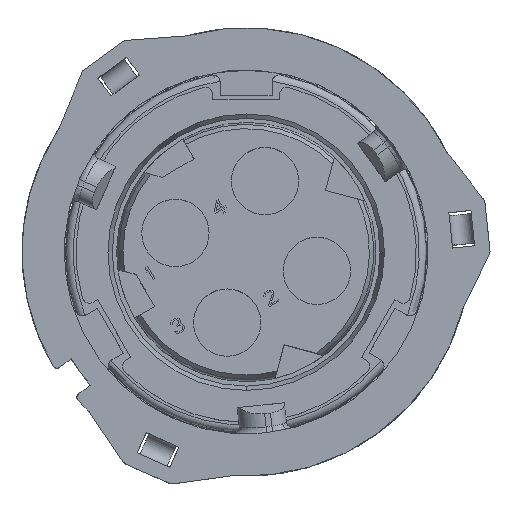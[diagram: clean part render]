
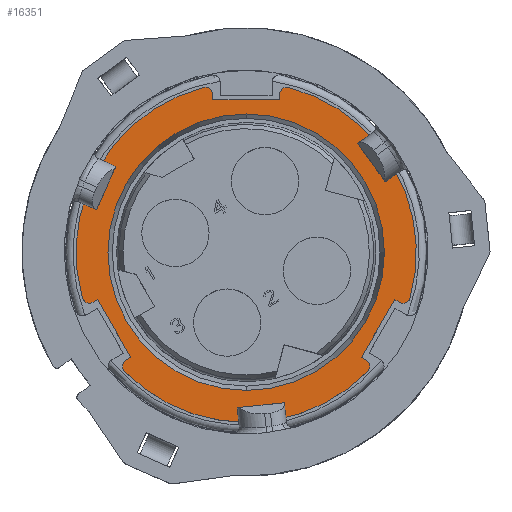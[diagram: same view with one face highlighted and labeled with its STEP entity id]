
A CAD part, top view. The second image highlights one B-rep face of the part: STEP entity #16351.
In plain terms, the highlighted planar face has unit normal (0, 0, 1).
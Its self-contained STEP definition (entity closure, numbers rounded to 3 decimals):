
#4637=CARTESIAN_POINT('',(0.,0.,-10.));
#4638=DIRECTION('',(0.,0.,1.));
#4639=DIRECTION('',(-0.714,-0.701,0.));
#4640=AXIS2_PLACEMENT_3D('',#4637,#4638,#4639);
#4646=CARTESIAN_POINT('',(-2.75,10.651,-10.));
#4647=DIRECTION('',(0.,0.,1.));
#4648=DIRECTION('',(1.,0.,0.));
#4649=AXIS2_PLACEMENT_3D('',#4646,#4647,#4648);
#4651=DIRECTION('',(0.,-1.,0.));
#4652=VECTOR('',#4651,0.351);
#4653=CARTESIAN_POINT('',(-2.25,10.651,-10.));
#4654=LINE('',#4653,#4652);
#4655=DIRECTION('',(1.,0.,0.));
#4656=VECTOR('',#4655,4.5);
#4657=CARTESIAN_POINT('',(-2.25,10.3,-10.));
#4658=LINE('',#4657,#4656);
#4659=DIRECTION('',(0.,1.,0.));
#4660=VECTOR('',#4659,0.351);
#4661=CARTESIAN_POINT('',(2.25,10.3,-10.));
#4662=LINE('',#4661,#4660);
#4663=CARTESIAN_POINT('',(2.75,10.651,-10.));
#4664=DIRECTION('',(0.,0.,1.));
#4665=DIRECTION('',(0.25,0.968,0.));
#4666=AXIS2_PLACEMENT_3D('',#4663,#4664,#4665);
#4668=CARTESIAN_POINT('',(0.,0.,-10.));
#4669=DIRECTION('',(0.,0.,-1.));
#4670=DIRECTION('',(0.25,0.968,0.));
#4671=AXIS2_PLACEMENT_3D('',#4668,#4669,#4670);
#4673=CARTESIAN_POINT('',(10.599,-2.944,-10.));
#4674=DIRECTION('',(0.,0.,1.));
#4675=DIRECTION('',(-0.5,-0.866,0.));
#4676=AXIS2_PLACEMENT_3D('',#4673,#4674,#4675);
#4678=DIRECTION('',(-0.866,0.5,0.));
#4679=VECTOR('',#4678,0.351);
#4680=CARTESIAN_POINT('',(10.349,-3.377,-10.));
#4681=LINE('',#4680,#4679);
#4682=DIRECTION('',(-0.5,-0.866,0.));
#4683=VECTOR('',#4682,4.5);
#4684=CARTESIAN_POINT('',(10.045,-3.201,-10.));
#4685=LINE('',#4684,#4683);
#4686=DIRECTION('',(0.866,-0.5,0.));
#4687=VECTOR('',#4686,0.351);
#4688=CARTESIAN_POINT('',(7.795,-7.099,-10.));
#4689=LINE('',#4688,#4687);
#4690=CARTESIAN_POINT('',(7.849,-7.707,-10.));
#4691=DIRECTION('',(0.,0.,1.));
#4692=DIRECTION('',(0.714,-0.701,0.));
#4693=AXIS2_PLACEMENT_3D('',#4690,#4691,#4692);
#4695=CARTESIAN_POINT('',(-7.849,-7.707,-10.));
#4696=DIRECTION('',(0.,0.,1.));
#4697=DIRECTION('',(-0.5,0.866,0.));
#4698=AXIS2_PLACEMENT_3D('',#4695,#4696,#4697);
#4700=DIRECTION('',(0.866,0.5,0.));
#4701=VECTOR('',#4700,0.351);
#4702=CARTESIAN_POINT('',(-8.099,-7.274,-10.));
#4703=LINE('',#4702,#4701);
#4704=DIRECTION('',(-0.5,0.866,0.));
#4705=VECTOR('',#4704,4.5);
#4706=CARTESIAN_POINT('',(-7.795,-7.099,-10.));
#4707=LINE('',#4706,#4705);
#4708=DIRECTION('',(-0.866,-0.5,0.));
#4709=VECTOR('',#4708,0.351);
#4710=CARTESIAN_POINT('',(-10.045,-3.201,-10.));
#4711=LINE('',#4710,#4709);
#4712=CARTESIAN_POINT('',(-10.599,-2.944,-10.));
#4713=DIRECTION('',(0.,0.,1.));
#4714=DIRECTION('',(-0.964,-0.268,0.));
#4715=AXIS2_PLACEMENT_3D('',#4712,#4713,#4714);
#4717=CARTESIAN_POINT('',(0.,0.,-10.));
#4718=DIRECTION('',(0.,0.,1.));
#4719=DIRECTION('',(-0.25,0.968,0.));
#4720=AXIS2_PLACEMENT_3D('',#4717,#4718,#4719);
#4722=CARTESIAN_POINT('',(0.,0.,-10.));
#4723=DIRECTION('',(0.,0.,-1.));
#4724=DIRECTION('',(0.,1.,0.));
#4725=AXIS2_PLACEMENT_3D('',#4722,#4723,#4724);
#4735=CARTESIAN_POINT('',(0.,0.,-10.));
#4736=DIRECTION('',(0.,0.,1.));
#4737=DIRECTION('',(0.,1.,0.));
#4738=AXIS2_PLACEMENT_3D('',#4735,#4736,#4737);
#11190=CARTESIAN_POINT('',(0.,9.341,-10.));
#11192=VERTEX_POINT('',#11190);
#11194=CARTESIAN_POINT('',(0.,-9.341,-10.));
#11196=VERTEX_POINT('',#11194);
#11234=CARTESIAN_POINT('',(2.875,11.135,-10.));
#11236=VERTEX_POINT('',#11234);
#11238=CARTESIAN_POINT('',(11.081,-3.078,-10.));
#11240=VERTEX_POINT('',#11238);
#11242=CARTESIAN_POINT('',(8.206,-8.057,-10.));
#11244=VERTEX_POINT('',#11242);
#11246=CARTESIAN_POINT('',(-2.25,10.651,-10.));
#11247=CARTESIAN_POINT('',(-2.875,11.135,-10.));
#11248=VERTEX_POINT('',#11246);
#11249=VERTEX_POINT('',#11247);
#11250=CARTESIAN_POINT('',(-2.25,10.3,-10.));
#11251=VERTEX_POINT('',#11250);
#11252=CARTESIAN_POINT('',(2.25,10.3,-10.));
#11253=VERTEX_POINT('',#11252);
#11254=CARTESIAN_POINT('',(2.25,10.651,-10.));
#11255=VERTEX_POINT('',#11254);
#11256=CARTESIAN_POINT('',(10.349,-3.377,-10.));
#11257=VERTEX_POINT('',#11256);
#11258=CARTESIAN_POINT('',(10.045,-3.201,-10.));
#11259=VERTEX_POINT('',#11258);
#11260=CARTESIAN_POINT('',(7.795,-7.099,-10.));
#11261=VERTEX_POINT('',#11260);
#11262=CARTESIAN_POINT('',(8.099,-7.274,-10.));
#11263=VERTEX_POINT('',#11262);
#11264=CARTESIAN_POINT('',(-8.099,-7.274,-10.));
#11265=CARTESIAN_POINT('',(-8.206,-8.057,-10.));
#11266=VERTEX_POINT('',#11264);
#11267=VERTEX_POINT('',#11265);
#11268=CARTESIAN_POINT('',(-7.795,-7.099,-10.));
#11269=VERTEX_POINT('',#11268);
#11270=CARTESIAN_POINT('',(-10.045,-3.201,-10.));
#11271=VERTEX_POINT('',#11270);
#11272=CARTESIAN_POINT('',(-10.349,-3.377,-10.));
#11273=VERTEX_POINT('',#11272);
#11274=CARTESIAN_POINT('',(-11.081,-3.078,-10.));
#11275=VERTEX_POINT('',#11274);
#16306=CARTESIAN_POINT('',(0.,0.,-10.));
#16307=DIRECTION('',(0.,0.,-1.));
#16308=DIRECTION('',(0.,-1.,0.));
#16309=AXIS2_PLACEMENT_3D('',#16306,#16307,#16308);
#16310=PLANE('',#16309);
#16311=ORIENTED_EDGE('',*,*,#16297,.F.);
#16313=ORIENTED_EDGE('',*,*,#16312,.T.);
#16315=ORIENTED_EDGE('',*,*,#16314,.T.);
#16317=ORIENTED_EDGE('',*,*,#16316,.T.);
#16319=ORIENTED_EDGE('',*,*,#16318,.F.);
#16320=ORIENTED_EDGE('',*,*,#16272,.T.);
#16322=ORIENTED_EDGE('',*,*,#16321,.F.);
#16324=ORIENTED_EDGE('',*,*,#16323,.T.);
#16326=ORIENTED_EDGE('',*,*,#16325,.T.);
#16328=ORIENTED_EDGE('',*,*,#16327,.T.);
#16330=ORIENTED_EDGE('',*,*,#16329,.F.);
#16331=ORIENTED_EDGE('',*,*,#16285,.F.);
#16333=ORIENTED_EDGE('',*,*,#16332,.F.);
#16335=ORIENTED_EDGE('',*,*,#16334,.T.);
#16337=ORIENTED_EDGE('',*,*,#16336,.T.);
#16339=ORIENTED_EDGE('',*,*,#16338,.T.);
#16341=ORIENTED_EDGE('',*,*,#16340,.F.);
#16342=ORIENTED_EDGE('',*,*,#16254,.F.);
#16343=EDGE_LOOP('',(#16311,#16313,#16315,#16317,#16319,#16320,#16322,#16324,
#16326,#16328,#16330,#16331,#16333,#16335,#16337,#16339,#16341,#16342));
#16344=FACE_OUTER_BOUND('',#16343,.F.);
#16346=ORIENTED_EDGE('',*,*,#16345,.F.);
#16348=ORIENTED_EDGE('',*,*,#16347,.T.);
#16349=EDGE_LOOP('',(#16346,#16348));
#16350=FACE_BOUND('',#16349,.F.);
#16351=ADVANCED_FACE('',(#16344,#16350),#16310,.F.);
#4641=CIRCLE('',#4640,11.5);
#4650=CIRCLE('',#4649,0.5);
#4667=CIRCLE('',#4666,0.5);
#4672=CIRCLE('',#4671,11.5);
#4677=CIRCLE('',#4676,0.5);
#4694=CIRCLE('',#4693,0.5);
#4699=CIRCLE('',#4698,0.5);
#4716=CIRCLE('',#4715,0.5);
#4721=CIRCLE('',#4720,11.5);
#4726=CIRCLE('',#4725,9.341);
#4739=CIRCLE('',#4738,9.341);
#16254=EDGE_CURVE('',#11249,#11275,#4721,.T.);
#16272=EDGE_CURVE('',#11236,#11240,#4672,.T.);
#16285=EDGE_CURVE('',#11267,#11244,#4641,.T.);
#16297=EDGE_CURVE('',#11248,#11249,#4650,.T.);
#16312=EDGE_CURVE('',#11248,#11251,#4654,.T.);
#16314=EDGE_CURVE('',#11251,#11253,#4658,.T.);
#16316=EDGE_CURVE('',#11253,#11255,#4662,.T.);
#16318=EDGE_CURVE('',#11236,#11255,#4667,.T.);
#16321=EDGE_CURVE('',#11257,#11240,#4677,.T.);
#16323=EDGE_CURVE('',#11257,#11259,#4681,.T.);
#16325=EDGE_CURVE('',#11259,#11261,#4685,.T.);
#16327=EDGE_CURVE('',#11261,#11263,#4689,.T.);
#16329=EDGE_CURVE('',#11244,#11263,#4694,.T.);
#16332=EDGE_CURVE('',#11266,#11267,#4699,.T.);
#16334=EDGE_CURVE('',#11266,#11269,#4703,.T.);
#16336=EDGE_CURVE('',#11269,#11271,#4707,.T.);
#16338=EDGE_CURVE('',#11271,#11273,#4711,.T.);
#16340=EDGE_CURVE('',#11275,#11273,#4716,.T.);
#16345=EDGE_CURVE('',#11192,#11196,#4726,.T.);
#16347=EDGE_CURVE('',#11192,#11196,#4739,.T.);
